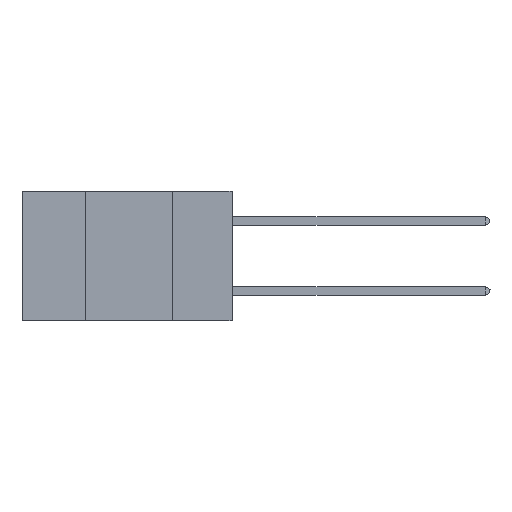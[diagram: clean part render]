
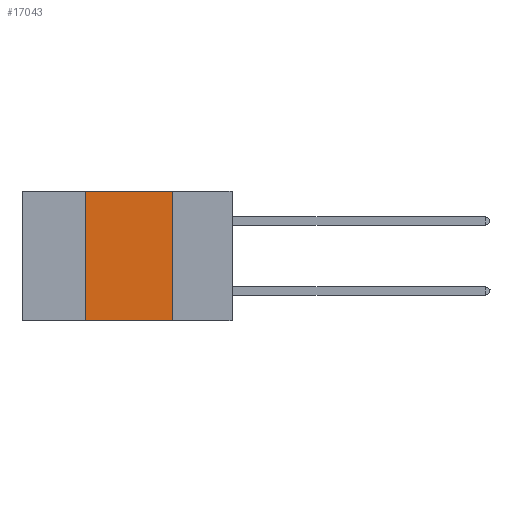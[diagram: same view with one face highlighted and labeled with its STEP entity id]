
A CAD part, left-side view. The second image highlights one B-rep face of the part: STEP entity #17043.
In plain terms, the highlighted planar face has unit normal (-1, 0, 0).
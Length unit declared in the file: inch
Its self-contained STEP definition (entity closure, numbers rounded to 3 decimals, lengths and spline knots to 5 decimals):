
#589 = ORIENTED_EDGE ( 'NONE', *, *, #7337, .T. ) ;
#933 = CARTESIAN_POINT ( 'NONE',  ( 0., 0.42, -0.37 ) ) ;
#2185 = EDGE_CURVE ( 'NONE', #17796, #16166, #10512, .T. ) ;
#4118 = PLANE ( 'NONE',  #15280 ) ;
#6716 = ORIENTED_EDGE ( 'NONE', *, *, #2185, .F. ) ;
#6962 = DIRECTION ( 'NONE',  ( 0., 0., -1. ) ) ;
#7337 = EDGE_CURVE ( 'NONE', #11259, #16166, #25541, .T. ) ;
#7954 = CARTESIAN_POINT ( 'NONE',  ( 0., 0.17, 0. ) ) ;
#9333 = DIRECTION ( 'NONE',  ( 0., -1., 0. ) ) ;
#9454 = DIRECTION ( 'NONE',  ( 0., 0., 1. ) ) ;
#9535 = FACE_OUTER_BOUND ( 'NONE', #14744, .T. ) ;
#10512 = LINE ( 'NONE', #7954, #13541 ) ;
#11259 = VERTEX_POINT ( 'NONE', #933 ) ;
#11577 = CARTESIAN_POINT ( 'NONE',  ( 0., 0.17, -0.37 ) ) ;
#13541 = VECTOR ( 'NONE', #25251, 39.37008 ) ;
#13804 = VECTOR ( 'NONE', #9333, 39.37008 ) ;
#14191 = CARTESIAN_POINT ( 'NONE',  ( 0., 0.6, 0. ) ) ;
#14744 = EDGE_LOOP ( 'NONE', ( #6716, #18689, #31458, #589 ) ) ;
#15280 = AXIS2_PLACEMENT_3D ( 'NONE', #14191, #21389, #6962 ) ;
#15466 = DIRECTION ( 'NONE',  ( 0., -1., 0. ) ) ;
#16166 = VERTEX_POINT ( 'NONE', #11577 ) ;
#16549 = CARTESIAN_POINT ( 'NONE',  ( 0., 0.6, 0. ) ) ;
#16819 = LINE ( 'NONE', #23706, #18458 ) ;
#16945 = VERTEX_POINT ( 'NONE', #23938 ) ;
#17043 = ADVANCED_FACE ( 'NONE', ( #9535 ), #4118, .F. ) ;
#17796 = VERTEX_POINT ( 'NONE', #18683 ) ;
#18458 = VECTOR ( 'NONE', #9454, 39.37008 ) ;
#18496 = CARTESIAN_POINT ( 'NONE',  ( 0., 0.6, -0.37 ) ) ;
#18683 = CARTESIAN_POINT ( 'NONE',  ( 0., 0.17, 0. ) ) ;
#18689 = ORIENTED_EDGE ( 'NONE', *, *, #28421, .F. ) ;
#21389 = DIRECTION ( 'NONE',  ( 1., 0., 0. ) ) ;
#21815 = LINE ( 'NONE', #16549, #13804 ) ;
#23706 = CARTESIAN_POINT ( 'NONE',  ( 0., 0.42, 0. ) ) ;
#23938 = CARTESIAN_POINT ( 'NONE',  ( 0., 0.42, 0. ) ) ;
#25251 = DIRECTION ( 'NONE',  ( 0., 0., -1. ) ) ;
#25541 = LINE ( 'NONE', #18496, #30538 ) ;
#28421 = EDGE_CURVE ( 'NONE', #16945, #17796, #21815, .T. ) ;
#30538 = VECTOR ( 'NONE', #15466, 39.37008 ) ;
#31402 = EDGE_CURVE ( 'NONE', #11259, #16945, #16819, .T. ) ;
#31458 = ORIENTED_EDGE ( 'NONE', *, *, #31402, .F. ) ;
